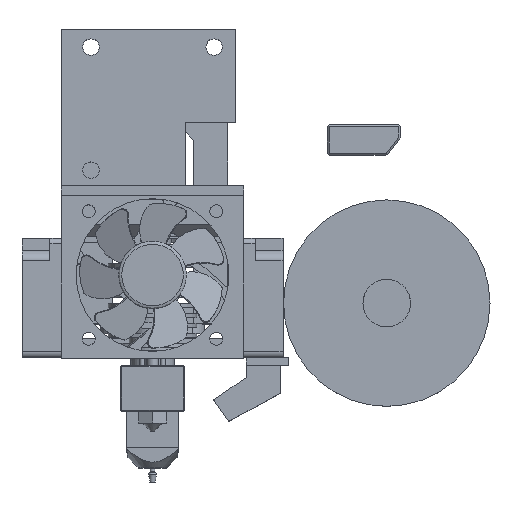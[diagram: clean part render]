
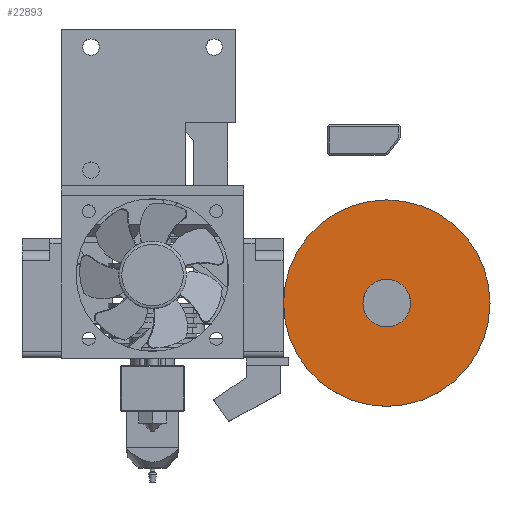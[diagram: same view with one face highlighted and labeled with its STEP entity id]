
A CAD part, top view. The second image highlights one B-rep face of the part: STEP entity #22893.
In plain terms, the highlighted planar face has unit normal (0, 0, 1).
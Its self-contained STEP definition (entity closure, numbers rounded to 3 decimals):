
#909=FACE_BOUND('',#4740,.T.);
#1519=PLANE('',#25591);
#3311=FACE_OUTER_BOUND('',#4739,.T.);
#4739=EDGE_LOOP('',(#21578));
#4740=EDGE_LOOP('',(#21579));
#9419=CIRCLE('',#25586,26.);
#9420=CIRCLE('',#25588,6.);
#11600=VERTEX_POINT('',#48823);
#11601=VERTEX_POINT('',#48827);
#14925=EDGE_CURVE('',#11600,#11600,#9419,.T.);
#14926=EDGE_CURVE('',#11601,#11601,#9420,.T.);
#21578=ORIENTED_EDGE('',*,*,#14925,.T.);
#21579=ORIENTED_EDGE('',*,*,#14926,.T.);
#22893=ADVANCED_FACE('',(#3311,#909),#1519,.T.);
#25586=AXIS2_PLACEMENT_3D('',#48825,#32413,#32414);
#25588=AXIS2_PLACEMENT_3D('',#48828,#32417,#32418);
#25591=AXIS2_PLACEMENT_3D('',#48833,#32424,#32425);
#32413=DIRECTION('center_axis',(0.,0.,1.));
#32414=DIRECTION('ref_axis',(-1.,0.,0.));
#32417=DIRECTION('center_axis',(0.,0.,-1.));
#32418=DIRECTION('ref_axis',(-1.,0.,0.));
#32424=DIRECTION('center_axis',(0.,0.,1.));
#32425=DIRECTION('ref_axis',(1.,0.,0.));
#48823=CARTESIAN_POINT('',(81.,-40.,5.));
#48825=CARTESIAN_POINT('Origin',(55.,-40.,5.));
#48827=CARTESIAN_POINT('',(61.,-40.,5.));
#48828=CARTESIAN_POINT('Origin',(55.,-40.,5.));
#48833=CARTESIAN_POINT('Origin',(55.,-40.,5.));
